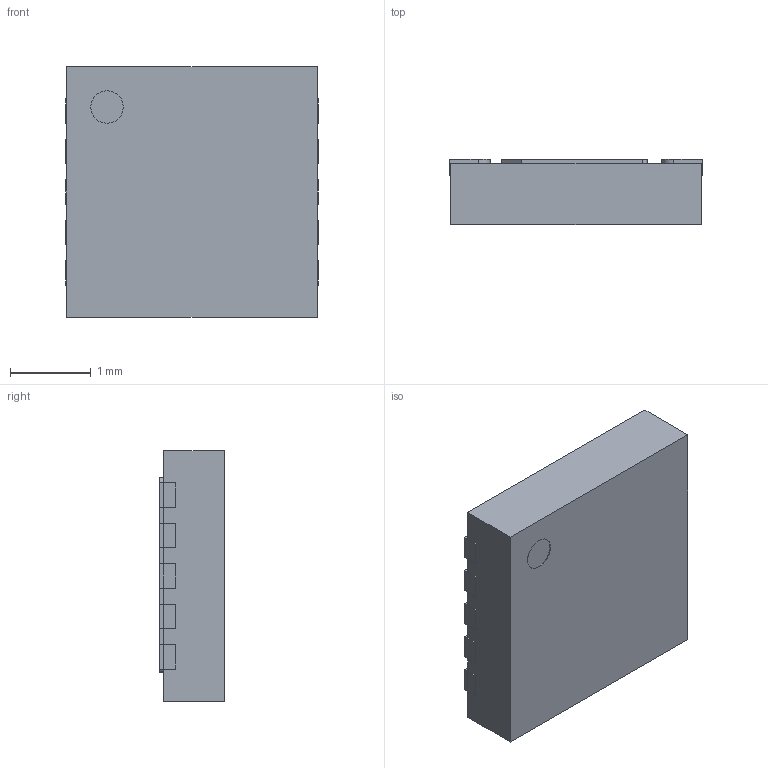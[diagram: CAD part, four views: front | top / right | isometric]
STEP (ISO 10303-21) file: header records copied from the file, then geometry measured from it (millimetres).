
FILE_DESCRIPTION (( 'STEP AP214' ), '1' );
FILE_NAME ('User Library-My-DFN-10-3x3-0.5.STEP', '2015-10-13T03:05:04', ( 'Windows User' ), ( '' ), 'SwSTEP 2.0', 'SolidWorks 2015', '' );
FILE_SCHEMA (( 'AUTOMOTIVE_DESIGN' ));
Length unit declared in the file: millimetre
Products named in the file (14): User Library-My-DFN-10-3x3-0.5_TP; User Library-My-DFN-10-3x3-0.5_5; User Library-My-DFN-10-3x3-0.5_10; User Library-My-DFN-10-3x3-0.5_4; User Library-My-DFN-10-3x3-0.5_12; User Library-My-DFN-10-3x3-0.5_3; User Library-My-DFN-10-3x3-0.5_11; User Library-My-DFN-10-3x3-0.5_1; User Library-My-DFN-10-3x3-0.5_2; User Library-My-DFN-10-3x3-0.5_13; User Library-My-DFN-10-3x3-0.5_14; User Library-My-DFN-10-3x3-0.5_Body; User Library-My-DFN-10-3x3-0.5_Part 13; User Library-My-DFN-10-3x3-0.5
Assembly tree (13 placements, depth 2):
  User Library-My-DFN-10-3x3-0.5
    User Library-My-DFN-10-3x3-0.5_Part 13
    User Library-My-DFN-10-3x3-0.5_Body
    User Library-My-DFN-10-3x3-0.5_14
    User Library-My-DFN-10-3x3-0.5_13
    User Library-My-DFN-10-3x3-0.5_2
    User Library-My-DFN-10-3x3-0.5_1
    User Library-My-DFN-10-3x3-0.5_11
    User Library-My-DFN-10-3x3-0.5_3
    User Library-My-DFN-10-3x3-0.5_12
    User Library-My-DFN-10-3x3-0.5_4
    User Library-My-DFN-10-3x3-0.5_10
    User Library-My-DFN-10-3x3-0.5_5
    User Library-My-DFN-10-3x3-0.5_TP
Bounding box: 3.12 x 0.8 x 3.1 mm (x, y, z)
Surface area: 44.9 mm2
Topology: 13 solids, 13 shells, 83 faces, 168 edges, 112 vertices
Faces by surface type: plane 66, cylinder 17
Entity records: 3663 total; most frequent: DIRECTION 400, CARTESIAN_POINT 379, ORIENTED_EDGE 336, EDGE_CURVE 168, LINE 134, VECTOR 134, AXIS2_PLACEMENT_3D 133, UNCERTAINTY_MEASURE_WITH_UNIT 123
